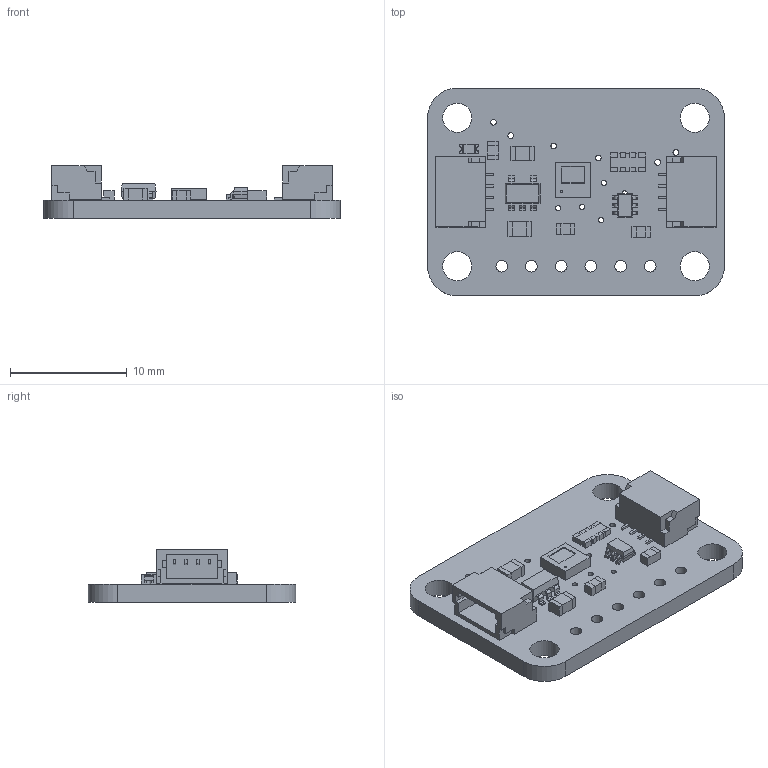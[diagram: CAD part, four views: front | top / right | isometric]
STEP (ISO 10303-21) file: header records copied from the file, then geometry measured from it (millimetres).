
FILE_DESCRIPTION(/* description */ (''),/* implementation_level */ '2;1');
FILE_NAME(/* name */ 'PCB Component.step',/* time_stamp */ '2025-09-02T15:27:11-04:00',/* author */ (''),/* organization */ (''),/* preprocessor_version */ 'ST-DEVELOPER v20.1',/* originating_system */ 'Autodesk Translation Framework v14.10.0.0',/* authorisation */ '');
FILE_SCHEMA (('AUTOMOTIVE_DESIGN { 1 0 10303 214 3 1 1 }'));
Length unit declared in the file: millimetre
Products named in the file (10): PCB Component; Board; 10uF; AP2127K-3.3; 10K; 10K Pack; BSS138; STEMMA_I2C_QT; GREEN; MLX90632
Assembly tree (13 placements, depth 2):
  PCB Component
    Board
    10uF  x2
    AP2127K-3.3
    10K  x3
    10K Pack
    BSS138
    STEMMA_I2C_QT  x2
    GREEN
    MLX90632
Bounding box: 25.4 x 17.78 x 4.53 mm (x, y, z)
Volume: 772.9 mm3; surface area: 1575.7 mm2
Topology: 24 solids, 24 shells, 646 faces, 1708 edges, 1122 vertices
Faces by surface type: plane 546, cylinder 90, cone 6, bspline 4
Full cylindrical faces by diameter (mm): 0.45 x5, 0.483 x9, 0.5 x8, 1 x6, 2.5 x4
Entity records: 16661 total; most frequent: CARTESIAN_POINT 2850, ORIENTED_EDGE 2712, DIRECTION 2624, EDGE_CURVE 1356, LINE 1156, VECTOR 1156, VERTEX_POINT 888, AXIS2_PLACEMENT_3D 734
